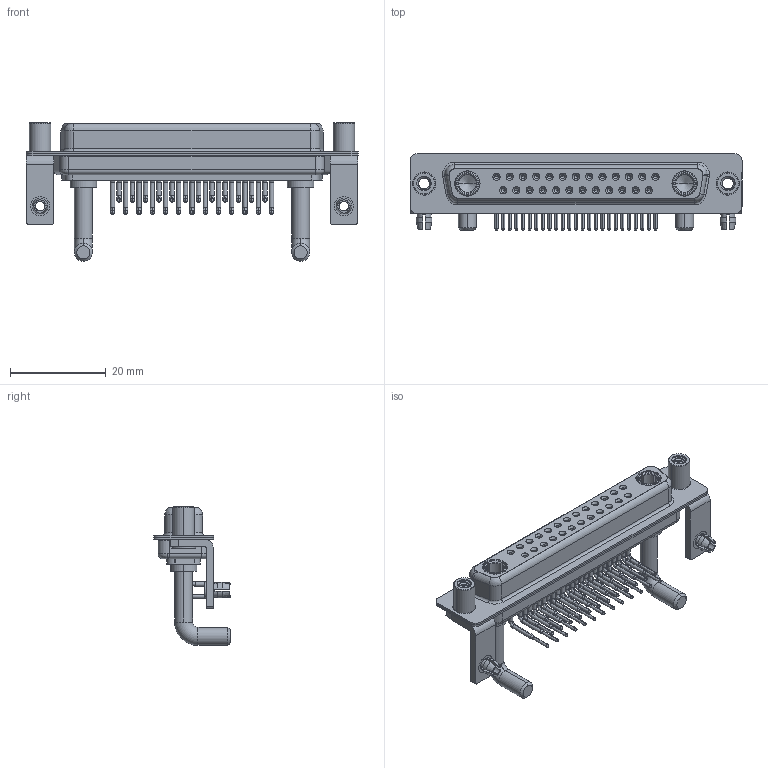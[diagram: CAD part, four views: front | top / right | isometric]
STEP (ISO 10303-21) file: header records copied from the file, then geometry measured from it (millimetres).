
FILE_DESCRIPTION (( 'STEP AP203' ), '1' );
FILE_NAME ('630-27W2650-4N5.STEP', '2022-06-07T20:16:05', ( '' ), ( '' ), 'SwSTEP 2.0', 'SolidWorks 2020', '' );
FILE_SCHEMA (( 'CONFIG_CONTROL_DESIGN' ));
Length unit declared in the file: millimetre
Products named in the file (10): 630Combo Shell Rear_37 Contacts; 630Combo Threaded Standoff_5; 630Combo Shell Front_37 Contacts; 630Combo Contact Row 1; 630Combo Contact Row 2; 630Combo Board Lock; 630Combo Housing_27W2; Power Socket_Ext 40A RA; 630Combo Stabilizer Bracket; 630-27W2650-4N5
Assembly tree (36 placements, depth 2):
  630-27W2650-4N5
    630Combo Housing_27W2
    630Combo Shell Front_37 Contacts
    630Combo Shell Rear_37 Contacts
    630Combo Stabilizer Bracket  x2
    630Combo Board Lock  x2
    630Combo Threaded Standoff_5  x2
    Power Socket_Ext 40A RA  x2
    630Combo Contact Row 1  x13
    630Combo Contact Row 2  x12
Bounding box: 69.4 x 16 x 29 mm (x, y, z)
Volume: 6410.4 mm3; surface area: 13931.6 mm2
Topology: 38 solids, 38 shells, 1940 faces, 4956 edges, 3136 vertices
Faces by surface type: cylinder 854, plane 570, cone 339, bspline 108, torus 69
Entity records: 28263 total; most frequent: CARTESIAN_POINT 6587, DIRECTION 4514, ORIENTED_EDGE 3932, EDGE_CURVE 1966, AXIS2_PLACEMENT_3D 1866, VERTEX_POINT 1259, CIRCLE 1015, EDGE_LOOP 995
